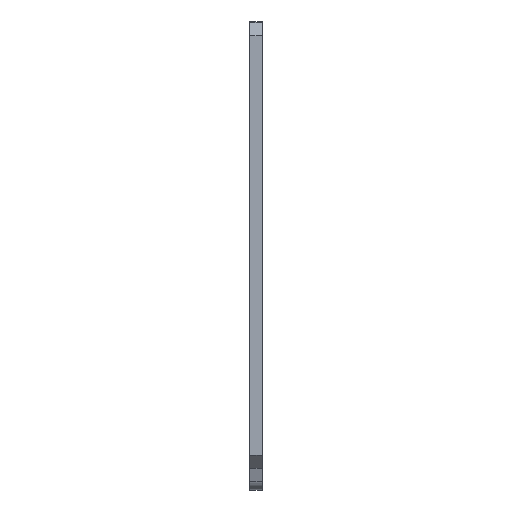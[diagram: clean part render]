
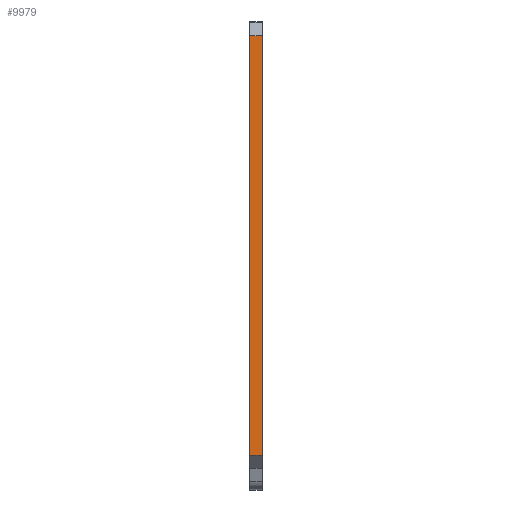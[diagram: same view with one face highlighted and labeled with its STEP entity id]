
A CAD part, left-side view. The second image highlights one B-rep face of the part: STEP entity #9979.
In plain terms, the highlighted planar face has unit normal (-1, 0, 0).
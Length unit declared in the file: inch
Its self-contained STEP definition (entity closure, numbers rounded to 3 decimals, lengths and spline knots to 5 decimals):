
#64 = LINE ( 'NONE', #9370, #9118 ) ;
#793 = LINE ( 'NONE', #5738, #11306 ) ;
#828 = PLANE ( 'NONE',  #6687 ) ;
#1260 = DIRECTION ( 'NONE',  ( 0., 1., 0. ) ) ;
#1568 = VERTEX_POINT ( 'NONE', #4243 ) ;
#1904 = DIRECTION ( 'NONE',  ( 0., 0., 1. ) ) ;
#2184 = LINE ( 'NONE', #5752, #9273 ) ;
#2431 = VERTEX_POINT ( 'NONE', #5651 ) ;
#2764 = FACE_OUTER_BOUND ( 'NONE', #9389, .T. ) ;
#3315 = ORIENTED_EDGE ( 'NONE', *, *, #4674, .T. ) ;
#3640 = EDGE_CURVE ( 'NONE', #11265, #1568, #793, .T. ) ;
#3960 = LINE ( 'NONE', #8408, #8015 ) ;
#4093 = VERTEX_POINT ( 'NONE', #4828 ) ;
#4243 = CARTESIAN_POINT ( 'NONE',  ( 0., 0., -3.4903 ) ) ;
#4674 = EDGE_CURVE ( 'NONE', #2431, #4093, #2184, .T. ) ;
#4828 = CARTESIAN_POINT ( 'NONE',  ( 0., 0.125, 0.6153 ) ) ;
#5227 = ORIENTED_EDGE ( 'NONE', *, *, #5398, .F. ) ;
#5315 = CARTESIAN_POINT ( 'NONE',  ( 0., 0.125, 0. ) ) ;
#5398 = EDGE_CURVE ( 'NONE', #11265, #4093, #64, .T. ) ;
#5563 = EDGE_CURVE ( 'NONE', #1568, #2431, #3960, .T. ) ;
#5651 = CARTESIAN_POINT ( 'NONE',  ( 0., 0., 0.6153 ) ) ;
#5738 = CARTESIAN_POINT ( 'NONE',  ( 0., 0.125, -3.4903 ) ) ;
#5752 = CARTESIAN_POINT ( 'NONE',  ( 0., 0., 0.6153 ) ) ;
#6687 = AXIS2_PLACEMENT_3D ( 'NONE', #5315, #8720, #7910 ) ;
#6964 = ORIENTED_EDGE ( 'NONE', *, *, #3640, .T. ) ;
#7493 = DIRECTION ( 'NONE',  ( 0., 0., 1. ) ) ;
#7910 = DIRECTION ( 'NONE',  ( 0., 0., 1. ) ) ;
#8015 = VECTOR ( 'NONE', #1904, 39.37008 ) ;
#8169 = DIRECTION ( 'NONE',  ( 0., -1., 0. ) ) ;
#8226 = CARTESIAN_POINT ( 'NONE',  ( 0., 0.125, -3.4903 ) ) ;
#8279 = ORIENTED_EDGE ( 'NONE', *, *, #5563, .T. ) ;
#8408 = CARTESIAN_POINT ( 'NONE',  ( 0., 0., -2.75 ) ) ;
#8720 = DIRECTION ( 'NONE',  ( 1., 0., 0. ) ) ;
#9118 = VECTOR ( 'NONE', #7493, 39.37008 ) ;
#9273 = VECTOR ( 'NONE', #1260, 39.37008 ) ;
#9370 = CARTESIAN_POINT ( 'NONE',  ( 0., 0.125, 0. ) ) ;
#9389 = EDGE_LOOP ( 'NONE', ( #5227, #6964, #8279, #3315 ) ) ;
#9979 = ADVANCED_FACE ( 'NONE', ( #2764 ), #828, .F. ) ;
#11265 = VERTEX_POINT ( 'NONE', #8226 ) ;
#11306 = VECTOR ( 'NONE', #8169, 39.37008 ) ;
